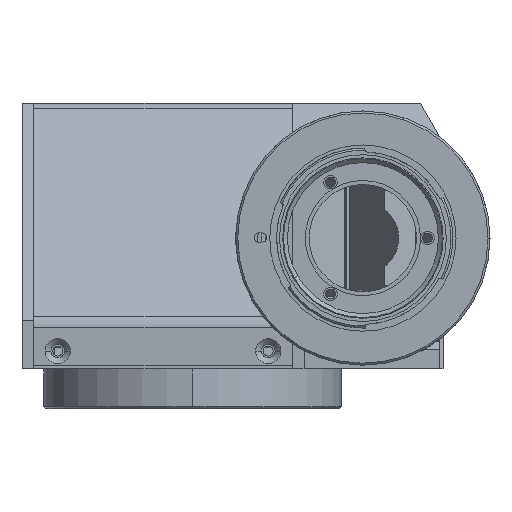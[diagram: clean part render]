
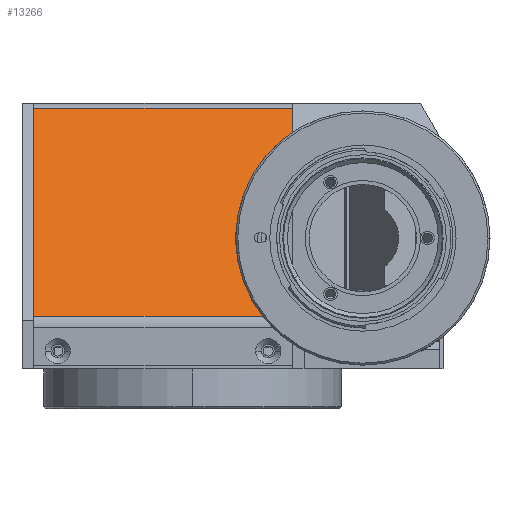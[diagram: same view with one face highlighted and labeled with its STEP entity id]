
A CAD part, left-side view. The second image highlights one B-rep face of the part: STEP entity #13266.
In plain terms, the highlighted planar face has unit normal (-0.707, 0, 0.707).
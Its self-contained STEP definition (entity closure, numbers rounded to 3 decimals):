
#46 = CARTESIAN_POINT ( 'NONE',  ( -33.828, 69., -19.581 ) ) ;
#97 = VECTOR ( 'NONE', #12632, 1000. ) ;
#392 = ORIENTED_EDGE ( 'NONE', *, *, #6422, .F. ) ;
#990 = VECTOR ( 'NONE', #6463, 1000. ) ;
#1020 = AXIS2_PLACEMENT_3D ( 'NONE', #8189, #5943, #1311 ) ;
#1311 = DIRECTION ( 'NONE',  ( 0.707, 0., 0.707 ) ) ;
#1859 = EDGE_CURVE ( 'NONE', #11318, #12027, #12016, .T. ) ;
#2556 = ORIENTED_EDGE ( 'NONE', *, *, #1859, .F. ) ;
#3018 = CARTESIAN_POINT ( 'NONE',  ( -34.414, 69., -20.167 ) ) ;
#3972 = DIRECTION ( 'NONE',  ( 0., 1., 0. ) ) ;
#4599 = EDGE_LOOP ( 'NONE', ( #13475, #392, #7540, #2556 ) ) ;
#5706 = LINE ( 'NONE', #3018, #97 ) ;
#5812 = PLANE ( 'NONE',  #1020 ) ;
#5943 = DIRECTION ( 'NONE',  ( -0.707, 0., 0.707 ) ) ;
#6422 = EDGE_CURVE ( 'NONE', #7641, #9611, #8662, .T. ) ;
#6463 = DIRECTION ( 'NONE',  ( -0.707, 0., -0.707 ) ) ;
#6501 = EDGE_CURVE ( 'NONE', #12027, #7641, #5706, .T. ) ;
#7043 = DIRECTION ( 'NONE',  ( 0., -1., 0. ) ) ;
#7540 = ORIENTED_EDGE ( 'NONE', *, *, #6501, .F. ) ;
#7641 = VERTEX_POINT ( 'NONE', #12273 ) ;
#8006 = CARTESIAN_POINT ( 'NONE',  ( 18.581, 4., 32.828 ) ) ;
#8189 = CARTESIAN_POINT ( 'NONE',  ( -34.414, 104., -20.167 ) ) ;
#8662 = LINE ( 'NONE', #14139, #13768 ) ;
#9176 = LINE ( 'NONE', #11029, #990 ) ;
#9611 = VERTEX_POINT ( 'NONE', #8006 ) ;
#9760 = CARTESIAN_POINT ( 'NONE',  ( -33.828, 104., -19.581 ) ) ;
#10094 = EDGE_CURVE ( 'NONE', #9611, #11318, #9176, .T. ) ;
#11029 = CARTESIAN_POINT ( 'NONE',  ( -34.414, 4., -20.167 ) ) ;
#11318 = VERTEX_POINT ( 'NONE', #12502 ) ;
#11985 = FACE_OUTER_BOUND ( 'NONE', #4599, .T. ) ;
#12016 = LINE ( 'NONE', #9760, #13372 ) ;
#12027 = VERTEX_POINT ( 'NONE', #46 ) ;
#12273 = CARTESIAN_POINT ( 'NONE',  ( 18.581, 69., 32.828 ) ) ;
#12502 = CARTESIAN_POINT ( 'NONE',  ( -33.828, 4., -19.581 ) ) ;
#12632 = DIRECTION ( 'NONE',  ( 0.707, 0., 0.707 ) ) ;
#13266 = ADVANCED_FACE ( 'NONE', ( #11985 ), #5812, .T. ) ;
#13372 = VECTOR ( 'NONE', #3972, 1000. ) ;
#13475 = ORIENTED_EDGE ( 'NONE', *, *, #10094, .F. ) ;
#13768 = VECTOR ( 'NONE', #7043, 1000. ) ;
#14139 = CARTESIAN_POINT ( 'NONE',  ( 18.581, 104., 32.828 ) ) ;
